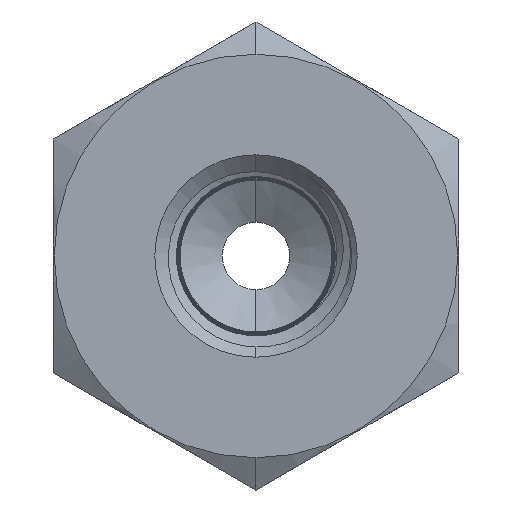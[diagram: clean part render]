
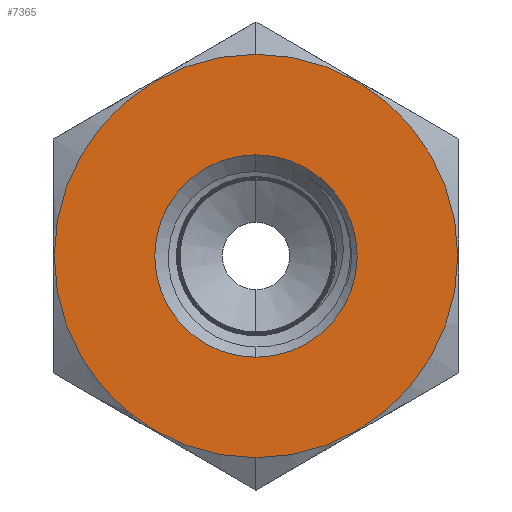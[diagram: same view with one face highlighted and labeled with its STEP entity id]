
A CAD part, left-side view. The second image highlights one B-rep face of the part: STEP entity #7365.
In plain terms, the highlighted planar face has unit normal (-1, 0, 0).
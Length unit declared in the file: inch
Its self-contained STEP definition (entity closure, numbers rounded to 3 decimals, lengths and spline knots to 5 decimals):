
#88 = AXIS2_PLACEMENT_3D ( 'NONE', #6636, #7702, #6718 ) ;
#244 = DIRECTION ( 'NONE',  ( 0., 0., -1. ) ) ;
#324 = EDGE_CURVE ( 'NONE', #3806, #11505, #5743, .T. ) ;
#1117 = CARTESIAN_POINT ( 'NONE',  ( -1.85, 0.5625, 0.32476 ) ) ;
#1354 = DIRECTION ( 'NONE',  ( -1., 0., 0. ) ) ;
#1622 = FACE_BOUND ( 'NONE', #12908, .T. ) ;
#1630 = ORIENTED_EDGE ( 'NONE', *, *, #10477, .F. ) ;
#1641 = ORIENTED_EDGE ( 'NONE', *, *, #6051, .T. ) ;
#1667 = CARTESIAN_POINT ( 'NONE',  ( -1.85, 0., 0.56 ) ) ;
#1693 = EDGE_CURVE ( 'NONE', #9794, #6942, #12101, .T. ) ;
#2010 = DIRECTION ( 'NONE',  ( -1., 0., 0. ) ) ;
#2893 = AXIS2_PLACEMENT_3D ( 'NONE', #9822, #2010, #6799 ) ;
#3030 = DIRECTION ( 'NONE',  ( 0., 0., 1. ) ) ;
#3177 = CIRCLE ( 'NONE', #2893, 0.56 ) ;
#3439 = AXIS2_PLACEMENT_3D ( 'NONE', #4923, #6922, #3030 ) ;
#3710 = CARTESIAN_POINT ( 'NONE',  ( -1.85, 0., 0.281 ) ) ;
#3806 = VERTEX_POINT ( 'NONE', #3710 ) ;
#4923 = CARTESIAN_POINT ( 'NONE',  ( -1.85, 0., 0. ) ) ;
#5743 = CIRCLE ( 'NONE', #3439, 0.281 ) ;
#6051 = EDGE_CURVE ( 'NONE', #6942, #9794, #3177, .T. ) ;
#6237 = FACE_OUTER_BOUND ( 'NONE', #9966, .T. ) ;
#6636 = CARTESIAN_POINT ( 'NONE',  ( -1.85, 0., 0. ) ) ;
#6718 = DIRECTION ( 'NONE',  ( 0., 0., 1. ) ) ;
#6799 = DIRECTION ( 'NONE',  ( 0., 0., 1. ) ) ;
#6922 = DIRECTION ( 'NONE',  ( -1., 0., 0. ) ) ;
#6942 = VERTEX_POINT ( 'NONE', #10680 ) ;
#7365 = ADVANCED_FACE ( 'NONE', ( #6237, #1622 ), #12127, .F. ) ;
#7702 = DIRECTION ( 'NONE',  ( -1., 0., 0. ) ) ;
#9040 = DIRECTION ( 'NONE',  ( 1., 0., 0. ) ) ;
#9616 = AXIS2_PLACEMENT_3D ( 'NONE', #1117, #9040, #244 ) ;
#9794 = VERTEX_POINT ( 'NONE', #1667 ) ;
#9822 = CARTESIAN_POINT ( 'NONE',  ( -1.85, 0., 0. ) ) ;
#9966 = EDGE_LOOP ( 'NONE', ( #12007, #1641 ) ) ;
#10477 = EDGE_CURVE ( 'NONE', #11505, #3806, #11223, .T. ) ;
#10680 = CARTESIAN_POINT ( 'NONE',  ( -1.85, 0., -0.56 ) ) ;
#11223 = CIRCLE ( 'NONE', #88, 0.281 ) ;
#11318 = CARTESIAN_POINT ( 'NONE',  ( -1.85, 0., 0. ) ) ;
#11505 = VERTEX_POINT ( 'NONE', #12178 ) ;
#12007 = ORIENTED_EDGE ( 'NONE', *, *, #1693, .T. ) ;
#12056 = ORIENTED_EDGE ( 'NONE', *, *, #324, .F. ) ;
#12101 = CIRCLE ( 'NONE', #12848, 0.56 ) ;
#12127 = PLANE ( 'NONE',  #9616 ) ;
#12178 = CARTESIAN_POINT ( 'NONE',  ( -1.85, 0., -0.281 ) ) ;
#12274 = DIRECTION ( 'NONE',  ( 0., 0., 1. ) ) ;
#12848 = AXIS2_PLACEMENT_3D ( 'NONE', #11318, #1354, #12274 ) ;
#12908 = EDGE_LOOP ( 'NONE', ( #12056, #1630 ) ) ;
